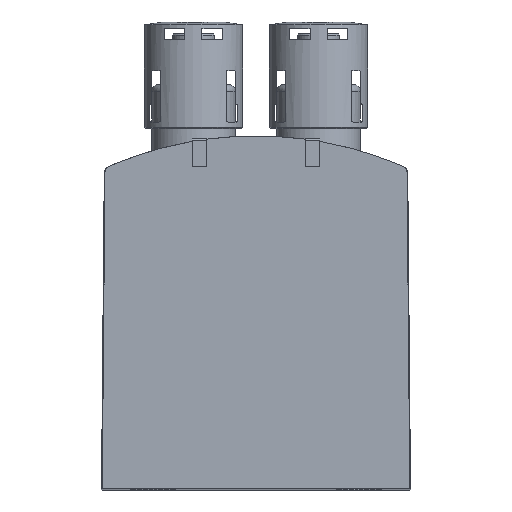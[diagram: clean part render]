
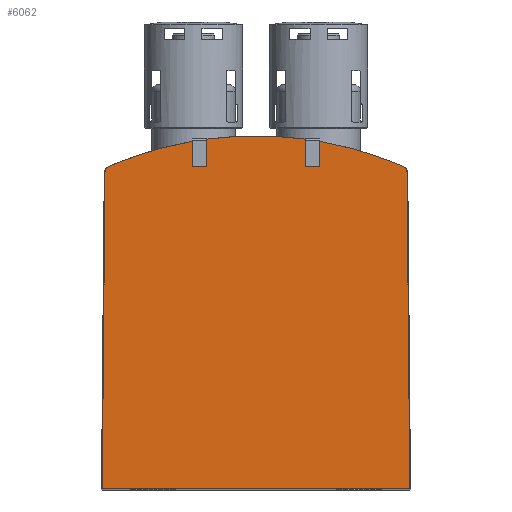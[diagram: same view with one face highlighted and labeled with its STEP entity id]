
A CAD part, top view. The second image highlights one B-rep face of the part: STEP entity #6062.
In plain terms, the highlighted planar face has unit normal (0, 0, 1).
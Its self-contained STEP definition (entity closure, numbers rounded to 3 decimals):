
#45=PLANE('',#6366);
#318=LINE('',#8353,#716);
#319=LINE('',#8355,#717);
#320=LINE('',#8357,#718);
#321=LINE('',#8358,#719);
#322=LINE('',#8360,#720);
#323=LINE('',#8362,#721);
#324=LINE('',#8365,#722);
#325=LINE('',#8367,#723);
#326=LINE('',#8369,#724);
#716=VECTOR('',#6935,1000.);
#717=VECTOR('',#6936,1000.);
#718=VECTOR('',#6937,1000.);
#719=VECTOR('',#6938,1000.);
#720=VECTOR('',#6939,1000.);
#721=VECTOR('',#6940,1000.);
#722=VECTOR('',#6943,1000.);
#723=VECTOR('',#6944,1000.);
#724=VECTOR('',#6945,1000.);
#1186=ORIENTED_EDGE('',*,*,#2476,.F.);
#1187=ORIENTED_EDGE('',*,*,#2477,.T.);
#1188=ORIENTED_EDGE('',*,*,#2478,.T.);
#1189=ORIENTED_EDGE('',*,*,#2397,.F.);
#1190=ORIENTED_EDGE('',*,*,#2479,.F.);
#1191=ORIENTED_EDGE('',*,*,#2480,.T.);
#1192=ORIENTED_EDGE('',*,*,#2481,.T.);
#1193=ORIENTED_EDGE('',*,*,#2393,.F.);
#1194=ORIENTED_EDGE('',*,*,#2482,.F.);
#1195=ORIENTED_EDGE('',*,*,#2483,.T.);
#1196=ORIENTED_EDGE('',*,*,#2484,.T.);
#1197=ORIENTED_EDGE('',*,*,#2485,.T.);
#1198=ORIENTED_EDGE('',*,*,#2486,.F.);
#1199=ORIENTED_EDGE('',*,*,#2389,.F.);
#2389=EDGE_CURVE('',#3039,#3040,#3473,.F.);
#2393=EDGE_CURVE('',#3043,#3044,#3475,.F.);
#2397=EDGE_CURVE('',#3047,#3048,#3477,.F.);
#2476=EDGE_CURVE('',#3114,#3039,#318,.T.);
#2477=EDGE_CURVE('',#3114,#3115,#319,.T.);
#2478=EDGE_CURVE('',#3115,#3048,#320,.T.);
#2479=EDGE_CURVE('',#3116,#3047,#321,.T.);
#2480=EDGE_CURVE('',#3116,#3117,#322,.T.);
#2481=EDGE_CURVE('',#3117,#3044,#323,.T.);
#2482=EDGE_CURVE('',#3118,#3043,#3498,.F.);
#2483=EDGE_CURVE('',#3118,#3119,#324,.T.);
#2484=EDGE_CURVE('',#3119,#3120,#325,.T.);
#2485=EDGE_CURVE('',#3120,#3121,#326,.T.);
#2486=EDGE_CURVE('',#3040,#3121,#3499,.F.);
#3039=VERTEX_POINT('',#8134);
#3040=VERTEX_POINT('',#8136);
#3043=VERTEX_POINT('',#8142);
#3044=VERTEX_POINT('',#8144);
#3047=VERTEX_POINT('',#8150);
#3048=VERTEX_POINT('',#8152);
#3114=VERTEX_POINT('',#8354);
#3115=VERTEX_POINT('',#8356);
#3116=VERTEX_POINT('',#8359);
#3117=VERTEX_POINT('',#8361);
#3118=VERTEX_POINT('',#8364);
#3119=VERTEX_POINT('',#8366);
#3120=VERTEX_POINT('',#8368);
#3121=VERTEX_POINT('',#8370);
#3473=CIRCLE('',#6315,50.1);
#3475=CIRCLE('',#6317,50.1);
#3477=CIRCLE('',#6319,50.1);
#3498=CIRCLE('',#6367,1.);
#3499=CIRCLE('',#6368,1.);
#3673=EDGE_LOOP('',(#1186,#1187,#1188,#1189,#1190,#1191,#1192,#1193,#1194,
#1195,#1196,#1197,#1198,#1199));
#3973=FACE_BOUND('',#3673,.T.);
#6062=ADVANCED_FACE('',(#3973),#45,.T.);
#6315=AXIS2_PLACEMENT_3D('',#8135,#6790,#6791);
#6317=AXIS2_PLACEMENT_3D('',#8143,#6796,#6797);
#6319=AXIS2_PLACEMENT_3D('',#8151,#6802,#6803);
#6366=AXIS2_PLACEMENT_3D('',#8352,#6933,#6934);
#6367=AXIS2_PLACEMENT_3D('',#8363,#6941,#6942);
#6368=AXIS2_PLACEMENT_3D('',#8371,#6946,#6947);
#6790=DIRECTION('',(0.,0.,1.));
#6791=DIRECTION('',(1.,0.,0.));
#6796=DIRECTION('',(0.,0.,1.));
#6797=DIRECTION('',(1.,0.,0.));
#6802=DIRECTION('',(0.,0.,1.));
#6803=DIRECTION('',(1.,0.,0.));
#6933=DIRECTION('',(0.,0.,1.));
#6934=DIRECTION('',(1.,0.,0.));
#6935=DIRECTION('',(0.,1.,0.));
#6936=DIRECTION('',(-1.,0.,0.));
#6937=DIRECTION('',(0.,1.,0.));
#6938=DIRECTION('',(0.,1.,0.));
#6939=DIRECTION('',(-1.,0.,0.));
#6940=DIRECTION('',(0.,1.,0.));
#6941=DIRECTION('',(0.,0.,1.));
#6942=DIRECTION('',(1.,0.,0.));
#6943=DIRECTION('',(-0.009,-1.,0.));
#6944=DIRECTION('',(1.,0.,0.));
#6945=DIRECTION('',(-0.009,1.,0.));
#6946=DIRECTION('',(0.,0.,1.));
#6947=DIRECTION('',(1.,0.,0.));
#8134=CARTESIAN_POINT('',(8.663,47.145,68.9));
#8135=CARTESIAN_POINT('',(0.,-2.2,68.9));
#8136=CARTESIAN_POINT('',(19.924,43.768,68.9));
#8142=CARTESIAN_POINT('',(-19.924,43.768,68.9));
#8143=CARTESIAN_POINT('',(0.,-2.2,68.9));
#8144=CARTESIAN_POINT('',(-8.663,47.145,68.9));
#8150=CARTESIAN_POINT('',(-6.737,47.445,68.9));
#8151=CARTESIAN_POINT('',(0.,-2.2,68.9));
#8152=CARTESIAN_POINT('',(6.737,47.445,68.9));
#8352=CARTESIAN_POINT('',(0.,0.,68.9));
#8353=CARTESIAN_POINT('',(8.663,0.,68.9));
#8354=CARTESIAN_POINT('',(8.663,43.7,68.9));
#8355=CARTESIAN_POINT('',(0.,43.7,68.9));
#8356=CARTESIAN_POINT('',(6.737,43.7,68.9));
#8357=CARTESIAN_POINT('',(6.737,0.,68.9));
#8358=CARTESIAN_POINT('',(-6.737,0.,68.9));
#8359=CARTESIAN_POINT('',(-6.737,43.7,68.9));
#8360=CARTESIAN_POINT('',(0.,43.7,68.9));
#8361=CARTESIAN_POINT('',(-8.663,43.7,68.9));
#8362=CARTESIAN_POINT('',(-8.663,0.,68.9));
#8363=CARTESIAN_POINT('',(-19.526,42.85,68.9));
#8364=CARTESIAN_POINT('',(-20.526,42.859,68.9));
#8365=CARTESIAN_POINT('',(-20.898,0.182,68.9));
#8366=CARTESIAN_POINT('',(-20.9,0.,68.9));
#8367=CARTESIAN_POINT('',(-21.,0.,68.9));
#8368=CARTESIAN_POINT('',(20.9,0.,68.9));
#8369=CARTESIAN_POINT('',(20.898,0.182,68.9));
#8370=CARTESIAN_POINT('',(20.526,42.859,68.9));
#8371=CARTESIAN_POINT('',(19.526,42.85,68.9));
